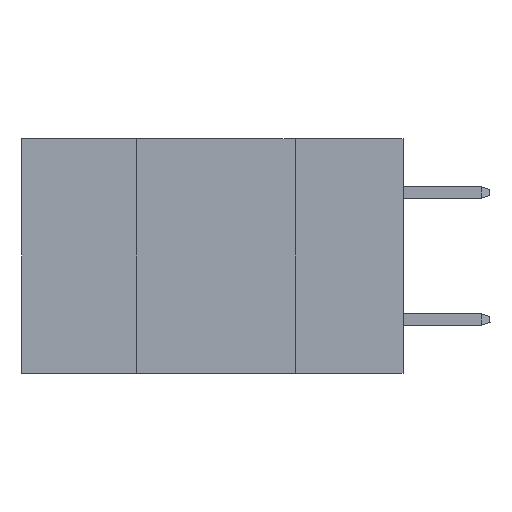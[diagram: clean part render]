
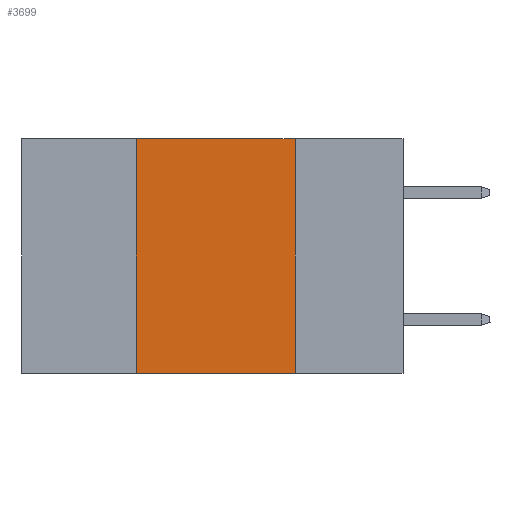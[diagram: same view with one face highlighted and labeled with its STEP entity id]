
A CAD part, left-side view. The second image highlights one B-rep face of the part: STEP entity #3699.
In plain terms, the highlighted planar face has unit normal (-1, 0, 0).
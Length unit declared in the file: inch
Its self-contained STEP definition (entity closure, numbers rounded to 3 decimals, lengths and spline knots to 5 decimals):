
#789 = EDGE_CURVE ( 'NONE', #2373, #11937, #19778, .T. ) ;
#1876 = EDGE_LOOP ( 'NONE', ( #7273, #18001, #9892, #10983 ) ) ;
#2373 = VERTEX_POINT ( 'NONE', #12716 ) ;
#2847 = FACE_OUTER_BOUND ( 'NONE', #1876, .T. ) ;
#2914 = VECTOR ( 'NONE', #11166, 39.37008 ) ;
#3131 = CARTESIAN_POINT ( 'NONE',  ( 0., 0.17, -0.37 ) ) ;
#3438 = EDGE_CURVE ( 'NONE', #18820, #2373, #5409, .T. ) ;
#3699 = ADVANCED_FACE ( 'NONE', ( #2847 ), #11694, .F. ) ;
#3874 = EDGE_CURVE ( 'NONE', #21125, #11937, #16958, .T. ) ;
#5269 = CARTESIAN_POINT ( 'NONE',  ( 0., 0.6, -0.37 ) ) ;
#5409 = LINE ( 'NONE', #15521, #21738 ) ;
#5433 = CARTESIAN_POINT ( 'NONE',  ( 0., 0.42, 0. ) ) ;
#6182 = CARTESIAN_POINT ( 'NONE',  ( 0., 0.6, 0. ) ) ;
#6591 = CARTESIAN_POINT ( 'NONE',  ( 0., 0.42, 0. ) ) ;
#7042 = CARTESIAN_POINT ( 'NONE',  ( 0., 0.42, -0.37 ) ) ;
#7273 = ORIENTED_EDGE ( 'NONE', *, *, #789, .F. ) ;
#7997 = CARTESIAN_POINT ( 'NONE',  ( 0., 0.17, 0. ) ) ;
#8204 = DIRECTION ( 'NONE',  ( 1., 0., 0. ) ) ;
#8275 = LINE ( 'NONE', #6591, #15019 ) ;
#8414 = DIRECTION ( 'NONE',  ( 0., -1., 0. ) ) ;
#9594 = VECTOR ( 'NONE', #8414, 39.37008 ) ;
#9892 = ORIENTED_EDGE ( 'NONE', *, *, #19658, .F. ) ;
#10983 = ORIENTED_EDGE ( 'NONE', *, *, #3874, .T. ) ;
#11166 = DIRECTION ( 'NONE',  ( 0., 0., -1. ) ) ;
#11694 = PLANE ( 'NONE',  #20358 ) ;
#11937 = VERTEX_POINT ( 'NONE', #3131 ) ;
#12381 = DIRECTION ( 'NONE',  ( 0., -1., 0. ) ) ;
#12716 = CARTESIAN_POINT ( 'NONE',  ( 0., 0.17, 0. ) ) ;
#15019 = VECTOR ( 'NONE', #18384, 39.37008 ) ;
#15521 = CARTESIAN_POINT ( 'NONE',  ( 0., 0.6, 0. ) ) ;
#16958 = LINE ( 'NONE', #5269, #9594 ) ;
#18001 = ORIENTED_EDGE ( 'NONE', *, *, #3438, .F. ) ;
#18384 = DIRECTION ( 'NONE',  ( 0., 0., 1. ) ) ;
#18516 = DIRECTION ( 'NONE',  ( 0., 0., -1. ) ) ;
#18820 = VERTEX_POINT ( 'NONE', #5433 ) ;
#19658 = EDGE_CURVE ( 'NONE', #21125, #18820, #8275, .T. ) ;
#19778 = LINE ( 'NONE', #7997, #2914 ) ;
#20358 = AXIS2_PLACEMENT_3D ( 'NONE', #6182, #8204, #18516 ) ;
#21125 = VERTEX_POINT ( 'NONE', #7042 ) ;
#21738 = VECTOR ( 'NONE', #12381, 39.37008 ) ;
